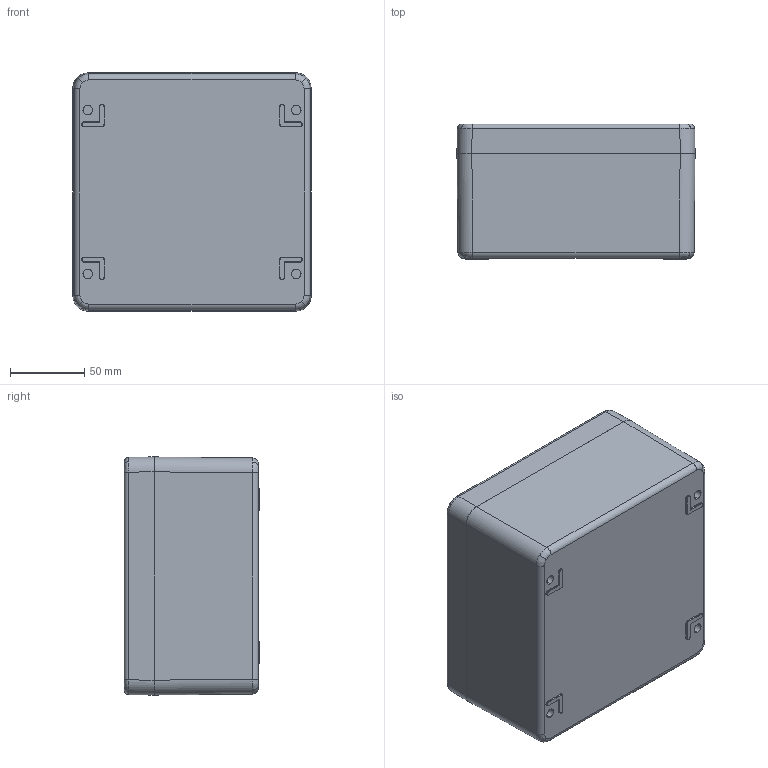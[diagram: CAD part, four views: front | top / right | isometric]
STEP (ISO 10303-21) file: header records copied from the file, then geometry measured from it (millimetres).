
FILE_DESCRIPTION (( 'STEP AP214' ), '1' );
FILE_NAME ('02161609.STEP', '2008-08-14T12:13:51', ( ' ' ), ( '' ), 'SwSTEP 2.0', 'SolidWorks 2008', '' );
FILE_SCHEMA (( 'AUTOMOTIVE_DESIGN' ));
Length unit declared in the file: millimetre
Products named in the file (8): 82005_Standard; 93135_Standard; 21046-Unterteil_Standard; 02161609; 21046-Deckel_Standard; 86222_Standard; 86224_Standard
Assembly tree (18 placements, depth 3):
  02161609
    93135_Standard  x4
    21046-Deckel_Standard
    82005_Standard
    21046-Unterteil_Standard
      86224_Standard  x4
      86222_Standard  x6
      21046-Unterteil_Standard
Bounding box: 160 x 91 x 160 mm (x, y, z)
Volume: 685424.2 mm3; surface area: 228439.1 mm2
Topology: 17 solids, 17 shells, 1133 faces, 2688 edges, 1638 vertices
Faces by surface type: plane 367, cylinder 262, cone 248, bspline 144, torus 108, sphere 4
Entity records: 23976 total; most frequent: CARTESIAN_POINT 8121, ORIENTED_EDGE 3416, DIRECTION 3210, EDGE_CURVE 1708, AXIS2_PLACEMENT_3D 1289, VERTEX_POINT 1036, EDGE_LOOP 786, ADVANCED_FACE 727
